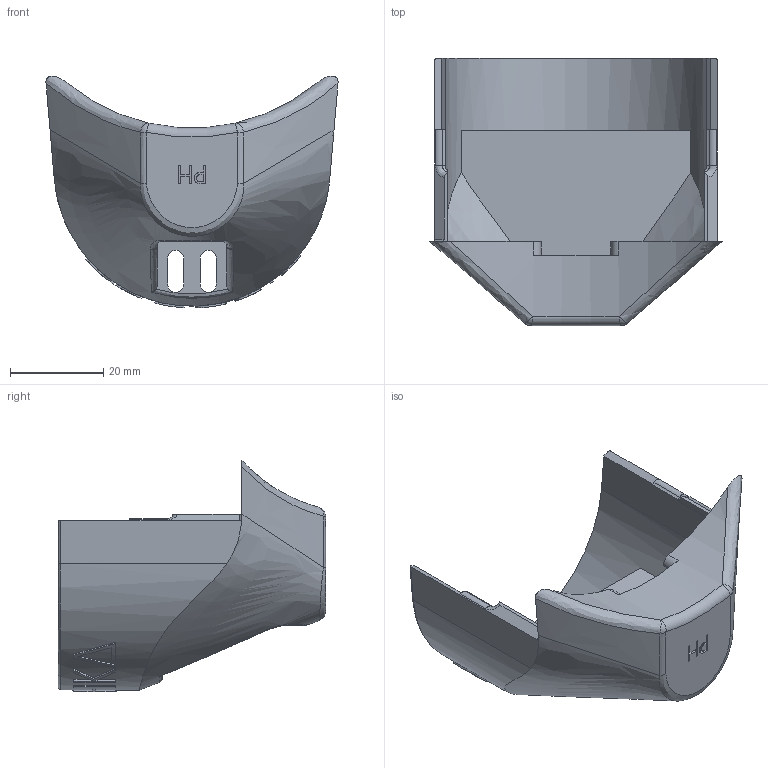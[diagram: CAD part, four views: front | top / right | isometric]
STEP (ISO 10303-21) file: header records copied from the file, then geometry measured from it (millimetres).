
FILE_DESCRIPTION(/* description */ (''),/* implementation_level */ '2;1');
FILE_NAME(/* name */ 'Bash Guard Cap.stp',/* time_stamp */ '2019-11-27T20:52:10+01:00',/* author */ ('Petar'),/* organization */ (''),/* preprocessor_version */ 'ST-DEVELOPER v18',/* originating_system */ 'Autodesk Inventor 2020',/* authorisation */ '');
FILE_SCHEMA (('AUTOMOTIVE_DESIGN { 1 0 10303 214 3 1 1 }'));
Length unit declared in the file: millimetre
Products named in the file (1): Motor Holder Cover
Bounding box: 62.7 x 57.37 x 49.78 mm (x, y, z)
Volume: 17212.7 mm3; surface area: 15089 mm2
Topology: 1 solids, 1 shells, 257 faces, 725 edges, 482 vertices
Faces by surface type: bspline 134, plane 91, cylinder 27, torus 3, sphere 2
Entity records: 18802 total; most frequent: CARTESIAN_POINT 13007, ORIENTED_EDGE 1450, DIRECTION 742, EDGE_CURVE 725, VERTEX_POINT 482, B_SPLINE_CURVE_WITH_KNOTS 325, LINE 306, VECTOR 306
